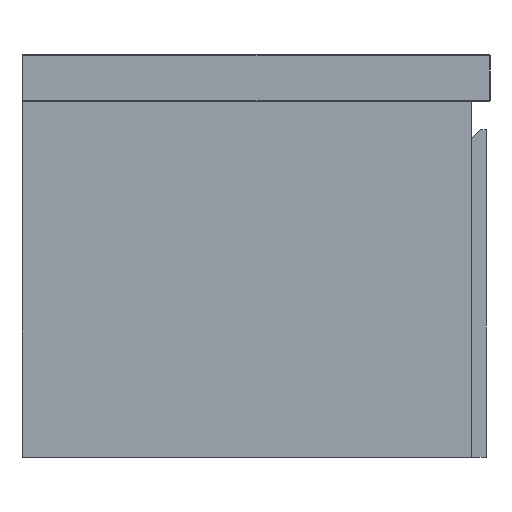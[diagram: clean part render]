
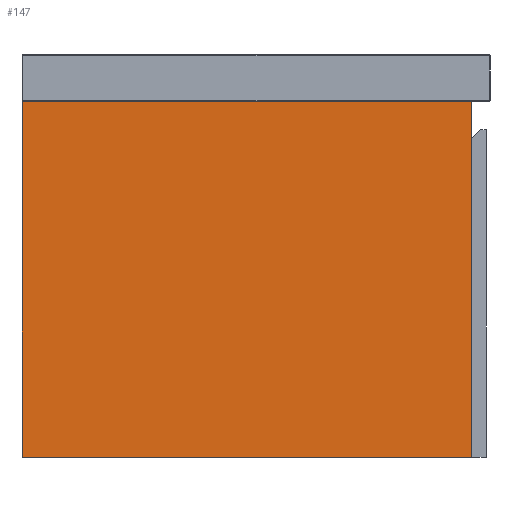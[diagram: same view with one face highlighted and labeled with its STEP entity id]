
A CAD part, left-side view. The second image highlights one B-rep face of the part: STEP entity #147.
In plain terms, the highlighted planar face has unit normal (-1, 0, 0).
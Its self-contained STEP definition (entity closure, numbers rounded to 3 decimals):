
#147=ADVANCED_FACE('',(#199),#790,.T.);
#199=FACE_OUTER_BOUND('',#251,.T.);
#251=EDGE_LOOP('',(#442,#443,#444,#445));
#442=ORIENTED_EDGE('',*,*,#569,.F.);
#443=ORIENTED_EDGE('',*,*,#556,.T.);
#444=ORIENTED_EDGE('',*,*,#567,.T.);
#445=ORIENTED_EDGE('',*,*,#568,.F.);
#556=EDGE_CURVE('',#735,#734,#662,.T.);
#567=EDGE_CURVE('',#734,#742,#673,.T.);
#568=EDGE_CURVE('',#743,#742,#674,.T.);
#569=EDGE_CURVE('',#735,#743,#675,.T.);
#662=B_SPLINE_CURVE_WITH_KNOTS('',1,(#1627,#1628),.UNSPECIFIED.,.F.,.F.,
(2,2),(-380.,0.),.UNSPECIFIED.);
#673=B_SPLINE_CURVE_WITH_KNOTS('',1,(#1649,#1650),.UNSPECIFIED.,.F.,.F.,
(2,2),(-480.,0.),.UNSPECIFIED.);
#674=B_SPLINE_CURVE_WITH_KNOTS('',1,(#1651,#1652),.UNSPECIFIED.,.F.,.F.,
(2,2),(-380.,0.),.UNSPECIFIED.);
#675=B_SPLINE_CURVE_WITH_KNOTS('',1,(#1653,#1654),.UNSPECIFIED.,.F.,.F.,
(2,2),(-480.,0.),.UNSPECIFIED.);
#734=VERTEX_POINT('',#1607);
#735=VERTEX_POINT('',#1608);
#742=VERTEX_POINT('',#1615);
#743=VERTEX_POINT('',#1616);
#790=PLANE('',#963);
#963=AXIS2_PLACEMENT_3D('',#1596,#1030,$);
#1030=DIRECTION('',(-1.,0.,0.));
#1596=CARTESIAN_POINT('',(-594.,-228.,528.));
#1607=CARTESIAN_POINT('',(-594.,190.,480.));
#1608=CARTESIAN_POINT('',(-594.,-190.,480.));
#1615=CARTESIAN_POINT('',(-594.,190.,0.));
#1616=CARTESIAN_POINT('',(-594.,-190.,0.));
#1627=CARTESIAN_POINT('',(-594.,-190.,480.));
#1628=CARTESIAN_POINT('',(-594.,190.,480.));
#1649=CARTESIAN_POINT('',(-594.,190.,480.));
#1650=CARTESIAN_POINT('',(-594.,190.,0.));
#1651=CARTESIAN_POINT('',(-594.,-190.,0.));
#1652=CARTESIAN_POINT('',(-594.,190.,0.));
#1653=CARTESIAN_POINT('',(-594.,-190.,480.));
#1654=CARTESIAN_POINT('',(-594.,-190.,0.));
